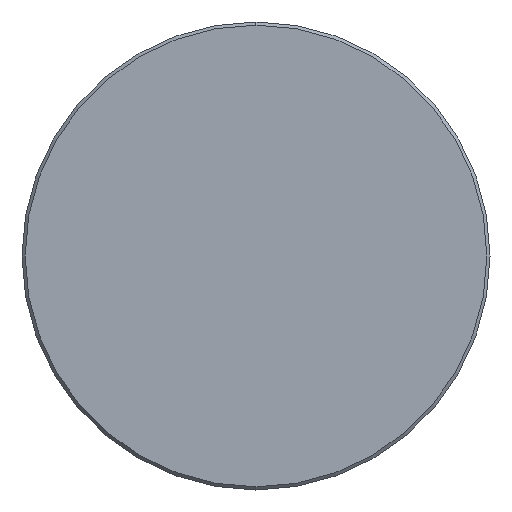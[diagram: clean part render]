
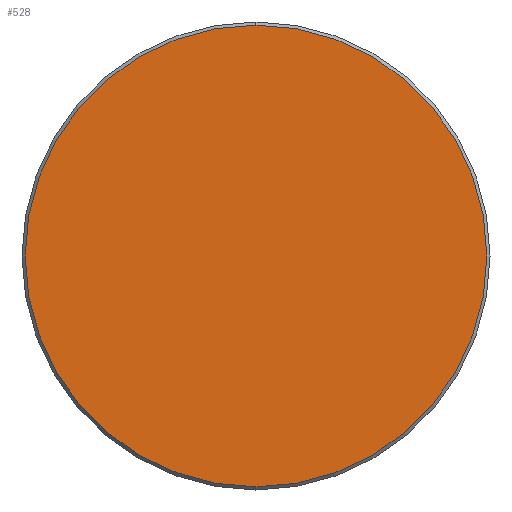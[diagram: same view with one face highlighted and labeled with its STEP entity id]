
A CAD part, left-side view. The second image highlights one B-rep face of the part: STEP entity #528.
In plain terms, the highlighted planar face has unit normal (-1, 0, 0).
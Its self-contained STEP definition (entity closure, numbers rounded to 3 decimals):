
#62 = CARTESIAN_POINT ( 'NONE',  ( 0., 0., 0. ) ) ;
#105 = AXIS2_PLACEMENT_3D ( 'NONE', #62, #743, #242 ) ;
#112 = EDGE_CURVE ( 'NONE', #118, #429, #229, .T. ) ;
#114 = CARTESIAN_POINT ( 'NONE',  ( 0., 0., 21.7 ) ) ;
#118 = VERTEX_POINT ( 'NONE', #259 ) ;
#131 = CARTESIAN_POINT ( 'NONE',  ( 0., 0., 0. ) ) ;
#172 = EDGE_CURVE ( 'NONE', #429, #118, #509, .T. ) ;
#200 = DIRECTION ( 'NONE',  ( -1., 0., 0. ) ) ;
#229 = CIRCLE ( 'NONE', #289, 21.7 ) ;
#242 = DIRECTION ( 'NONE',  ( 0., 0., -1. ) ) ;
#256 = DIRECTION ( 'NONE',  ( 0., 0., 1. ) ) ;
#259 = CARTESIAN_POINT ( 'NONE',  ( 0., 0., -21.7 ) ) ;
#289 = AXIS2_PLACEMENT_3D ( 'NONE', #131, #677, #256 ) ;
#320 = DIRECTION ( 'NONE',  ( 0., 0., 1. ) ) ;
#411 = AXIS2_PLACEMENT_3D ( 'NONE', #751, #200, #320 ) ;
#429 = VERTEX_POINT ( 'NONE', #114 ) ;
#479 = PLANE ( 'NONE',  #105 ) ;
#509 = CIRCLE ( 'NONE', #411, 21.7 ) ;
#528 = ADVANCED_FACE ( 'NONE', ( #675 ), #479, .F. ) ;
#536 = ORIENTED_EDGE ( 'NONE', *, *, #112, .T. ) ;
#614 = EDGE_LOOP ( 'NONE', ( #536, #757 ) ) ;
#675 = FACE_OUTER_BOUND ( 'NONE', #614, .T. ) ;
#677 = DIRECTION ( 'NONE',  ( -1., 0., 0. ) ) ;
#743 = DIRECTION ( 'NONE',  ( 1., 0., 0. ) ) ;
#751 = CARTESIAN_POINT ( 'NONE',  ( 0., 0., 0. ) ) ;
#757 = ORIENTED_EDGE ( 'NONE', *, *, #172, .T. ) ;
